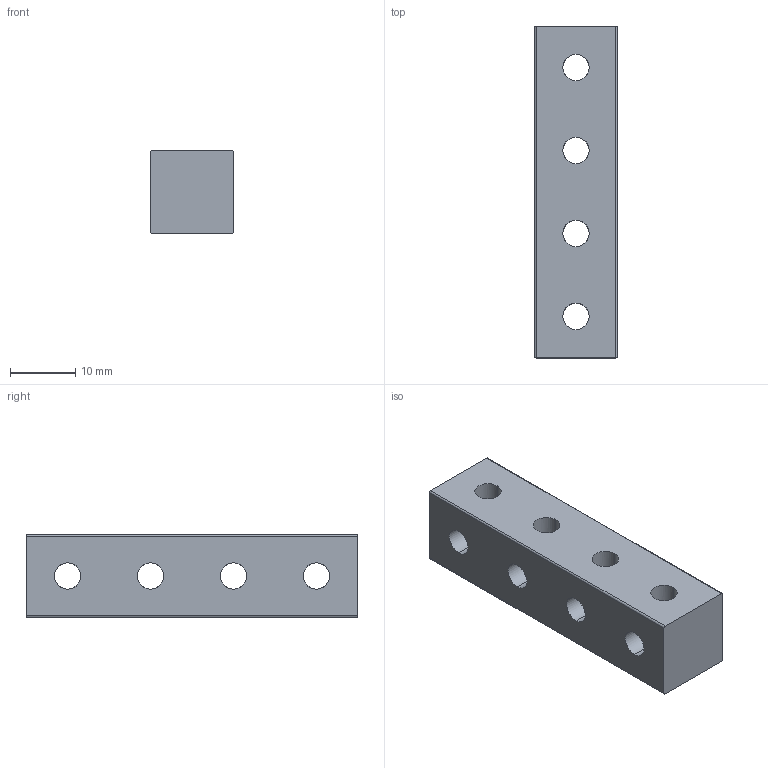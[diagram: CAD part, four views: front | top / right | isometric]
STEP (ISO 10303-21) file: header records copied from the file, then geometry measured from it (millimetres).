
FILE_DESCRIPTION (( 'STEP AP214' ), '1' );
FILE_NAME ('am-5032_1x4 Robits 1x4 Nut Strip.STEP', '2023-08-03T15:00:18', ( '' ), ( '' ), 'SwSTEP 2.0', 'SolidWorks 2022', '' );
FILE_SCHEMA (( 'AUTOMOTIVE_DESIGN' ));
Length unit declared in the file: inch
Products named in the file (1): am-5032_1x4 Robits 1x4 Nut Strip
Bounding box: 12.7 x 50.8 x 12.7 mm (x, y, z)
Volume: 7064.9 mm3; surface area: 3704.1 mm2
Topology: 1 solids, 1 shells, 42 faces, 120 edges, 72 vertices
Faces by surface type: cylinder 36, plane 6
Entity records: 1648 total; most frequent: CARTESIAN_POINT 331, ORIENTED_EDGE 240, DIRECTION 214, EDGE_CURVE 120, AXIS2_PLACEMENT_3D 83, VERTEX_POINT 72, EDGE_LOOP 58, VECTOR 48
